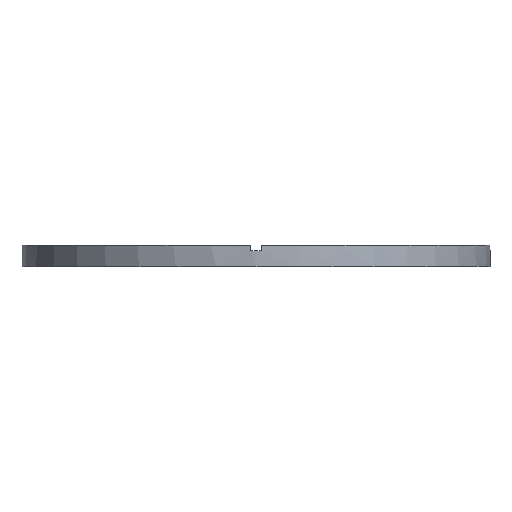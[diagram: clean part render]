
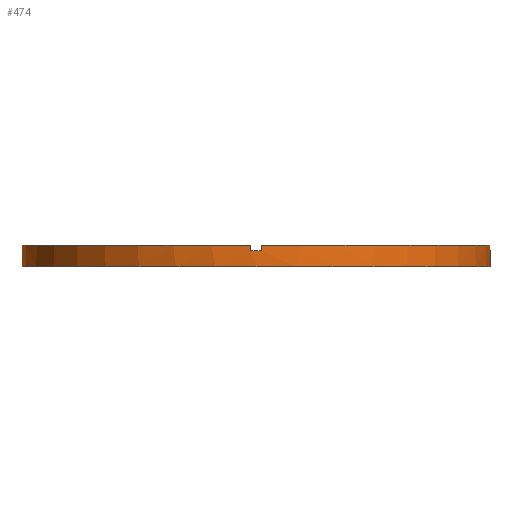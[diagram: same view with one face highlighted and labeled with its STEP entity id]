
A CAD part, front view. The second image highlights one B-rep face of the part: STEP entity #474.
In plain terms, the highlighted cylindrical face has radius 43 mm (diameter 86 mm), a partial arc.
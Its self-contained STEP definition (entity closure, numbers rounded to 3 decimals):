
#15 = EDGE_CURVE ( 'NONE', #724, #482, #29, .T. ) ;
#29 = LINE ( 'NONE', #382, #564 ) ;
#33 = FACE_OUTER_BOUND ( 'NONE', #699, .T. ) ;
#37 = CYLINDRICAL_SURFACE ( 'NONE', #397, 43. ) ;
#39 = DIRECTION ( 'NONE',  ( 0., 0., 1. ) ) ;
#40 = VECTOR ( 'NONE', #161, 1000. ) ;
#41 = CIRCLE ( 'NONE', #84, 43. ) ;
#49 = CIRCLE ( 'NONE', #407, 43. ) ;
#59 = CIRCLE ( 'NONE', #308, 43. ) ;
#60 = CARTESIAN_POINT ( 'NONE',  ( 0., 0., 4. ) ) ;
#75 = LINE ( 'NONE', #160, #324 ) ;
#84 = AXIS2_PLACEMENT_3D ( 'NONE', #457, #393, #540 ) ;
#102 = EDGE_CURVE ( 'NONE', #526, #724, #49, .T. ) ;
#111 = EDGE_CURVE ( 'NONE', #504, #461, #573, .T. ) ;
#114 = DIRECTION ( 'NONE',  ( 1., 0., 0. ) ) ;
#117 = DIRECTION ( 'NONE',  ( 1., 0., 0. ) ) ;
#119 = DIRECTION ( 'NONE',  ( 0., 0., 1. ) ) ;
#144 = DIRECTION ( 'NONE',  ( 0., 0., -1. ) ) ;
#151 = EDGE_CURVE ( 'NONE', #201, #227, #41, .T. ) ;
#152 = CARTESIAN_POINT ( 'NONE',  ( -42.988, -1., 4. ) ) ;
#154 = CARTESIAN_POINT ( 'NONE',  ( 43., 0., 3. ) ) ;
#160 = CARTESIAN_POINT ( 'NONE',  ( 42.988, -1., 4. ) ) ;
#161 = DIRECTION ( 'NONE',  ( 0., 0., 1. ) ) ;
#164 = CARTESIAN_POINT ( 'NONE',  ( -1., -42.988, 4. ) ) ;
#180 = ORIENTED_EDGE ( 'NONE', *, *, #234, .T. ) ;
#185 = ORIENTED_EDGE ( 'NONE', *, *, #539, .T. ) ;
#186 = ORIENTED_EDGE ( 'NONE', *, *, #102, .F. ) ;
#187 = EDGE_CURVE ( 'NONE', #240, #775, #59, .T. ) ;
#201 = VERTEX_POINT ( 'NONE', #297 ) ;
#205 = ORIENTED_EDGE ( 'NONE', *, *, #151, .F. ) ;
#208 = CARTESIAN_POINT ( 'NONE',  ( 0., 0., 4. ) ) ;
#227 = VERTEX_POINT ( 'NONE', #670 ) ;
#234 = EDGE_CURVE ( 'NONE', #240, #746, #299, .T. ) ;
#240 = VERTEX_POINT ( 'NONE', #612 ) ;
#246 = CARTESIAN_POINT ( 'NONE',  ( -1., -42.988, 4. ) ) ;
#269 = DIRECTION ( 'NONE',  ( 0., 0., -1. ) ) ;
#274 = CARTESIAN_POINT ( 'NONE',  ( 43., 0., 0. ) ) ;
#279 = CARTESIAN_POINT ( 'NONE',  ( 42.988, -1., 3. ) ) ;
#284 = VECTOR ( 'NONE', #566, 1000. ) ;
#285 = CARTESIAN_POINT ( 'NONE',  ( 1., -42.988, 3. ) ) ;
#291 = LINE ( 'NONE', #152, #561 ) ;
#293 = EDGE_CURVE ( 'NONE', #749, #482, #591, .T. ) ;
#297 = CARTESIAN_POINT ( 'NONE',  ( -43., 0., 3. ) ) ;
#299 = LINE ( 'NONE', #433, #582 ) ;
#308 = AXIS2_PLACEMENT_3D ( 'NONE', #60, #119, #353 ) ;
#324 = VECTOR ( 'NONE', #412, 1000. ) ;
#332 = ORIENTED_EDGE ( 'NONE', *, *, #293, .T. ) ;
#338 = AXIS2_PLACEMENT_3D ( 'NONE', #435, #535, #117 ) ;
#342 = CARTESIAN_POINT ( 'NONE',  ( 0., 0., 3. ) ) ;
#353 = DIRECTION ( 'NONE',  ( 1., 0., 0. ) ) ;
#357 = CARTESIAN_POINT ( 'NONE',  ( -1., -42.988, 3. ) ) ;
#364 = DIRECTION ( 'NONE',  ( 1., 0., 0. ) ) ;
#382 = CARTESIAN_POINT ( 'NONE',  ( 43., 0., 4. ) ) ;
#388 = DIRECTION ( 'NONE',  ( 0., 0., 1. ) ) ;
#393 = DIRECTION ( 'NONE',  ( 0., 0., 1. ) ) ;
#397 = AXIS2_PLACEMENT_3D ( 'NONE', #208, #654, #538 ) ;
#407 = AXIS2_PLACEMENT_3D ( 'NONE', #342, #388, #524 ) ;
#412 = DIRECTION ( 'NONE',  ( 0., 0., 1. ) ) ;
#417 = CARTESIAN_POINT ( 'NONE',  ( 42.988, -1., 4. ) ) ;
#433 = CARTESIAN_POINT ( 'NONE',  ( 1., -42.988, 4. ) ) ;
#435 = CARTESIAN_POINT ( 'NONE',  ( 0., 0., 4. ) ) ;
#451 = ORIENTED_EDGE ( 'NONE', *, *, #716, .T. ) ;
#457 = CARTESIAN_POINT ( 'NONE',  ( 0., 0., 3. ) ) ;
#460 = EDGE_CURVE ( 'NONE', #201, #749, #782, .T. ) ;
#461 = VERTEX_POINT ( 'NONE', #164 ) ;
#468 = ORIENTED_EDGE ( 'NONE', *, *, #187, .F. ) ;
#474 = ADVANCED_FACE ( 'NONE', ( #33 ), #37, .T. ) ;
#482 = VERTEX_POINT ( 'NONE', #274 ) ;
#494 = CARTESIAN_POINT ( 'NONE',  ( -43., 0., 4. ) ) ;
#496 = CARTESIAN_POINT ( 'NONE',  ( -42.988, -1., 4. ) ) ;
#497 = ORIENTED_EDGE ( 'NONE', *, *, #15, .F. ) ;
#504 = VERTEX_POINT ( 'NONE', #357 ) ;
#510 = ORIENTED_EDGE ( 'NONE', *, *, #111, .T. ) ;
#524 = DIRECTION ( 'NONE',  ( 1., 0., 0. ) ) ;
#526 = VERTEX_POINT ( 'NONE', #279 ) ;
#530 = DIRECTION ( 'NONE',  ( 0., 0., -1. ) ) ;
#533 = EDGE_CURVE ( 'NONE', #707, #461, #568, .T. ) ;
#535 = DIRECTION ( 'NONE',  ( 0., 0., 1. ) ) ;
#538 = DIRECTION ( 'NONE',  ( -1., 0., 0. ) ) ;
#539 = EDGE_CURVE ( 'NONE', #707, #227, #291, .T. ) ;
#540 = DIRECTION ( 'NONE',  ( 1., 0., 0. ) ) ;
#544 = CARTESIAN_POINT ( 'NONE',  ( 0., 0., 0. ) ) ;
#553 = AXIS2_PLACEMENT_3D ( 'NONE', #752, #39, #114 ) ;
#561 = VECTOR ( 'NONE', #269, 1000. ) ;
#564 = VECTOR ( 'NONE', #144, 1000. ) ;
#566 = DIRECTION ( 'NONE',  ( 0., 0., -1. ) ) ;
#568 = CIRCLE ( 'NONE', #338, 43. ) ;
#573 = LINE ( 'NONE', #246, #40 ) ;
#582 = VECTOR ( 'NONE', #530, 1000. ) ;
#591 = CIRCLE ( 'NONE', #770, 43. ) ;
#592 = CIRCLE ( 'NONE', #553, 43. ) ;
#612 = CARTESIAN_POINT ( 'NONE',  ( 1., -42.988, 4. ) ) ;
#647 = EDGE_CURVE ( 'NONE', #504, #746, #592, .T. ) ;
#654 = DIRECTION ( 'NONE',  ( 0., 0., -1. ) ) ;
#664 = DIRECTION ( 'NONE',  ( 0., 0., 1. ) ) ;
#670 = CARTESIAN_POINT ( 'NONE',  ( -42.988, -1., 3. ) ) ;
#699 = EDGE_LOOP ( 'NONE', ( #497, #186, #451, #468, #180, #766, #510, #708, #185, #205, #723, #332 ) ) ;
#707 = VERTEX_POINT ( 'NONE', #496 ) ;
#708 = ORIENTED_EDGE ( 'NONE', *, *, #533, .F. ) ;
#716 = EDGE_CURVE ( 'NONE', #526, #775, #75, .T. ) ;
#723 = ORIENTED_EDGE ( 'NONE', *, *, #460, .T. ) ;
#724 = VERTEX_POINT ( 'NONE', #154 ) ;
#746 = VERTEX_POINT ( 'NONE', #285 ) ;
#749 = VERTEX_POINT ( 'NONE', #780 ) ;
#752 = CARTESIAN_POINT ( 'NONE',  ( 0., 0., 3. ) ) ;
#766 = ORIENTED_EDGE ( 'NONE', *, *, #647, .F. ) ;
#770 = AXIS2_PLACEMENT_3D ( 'NONE', #544, #664, #364 ) ;
#775 = VERTEX_POINT ( 'NONE', #417 ) ;
#780 = CARTESIAN_POINT ( 'NONE',  ( -43., 0., 0. ) ) ;
#782 = LINE ( 'NONE', #494, #284 ) ;
